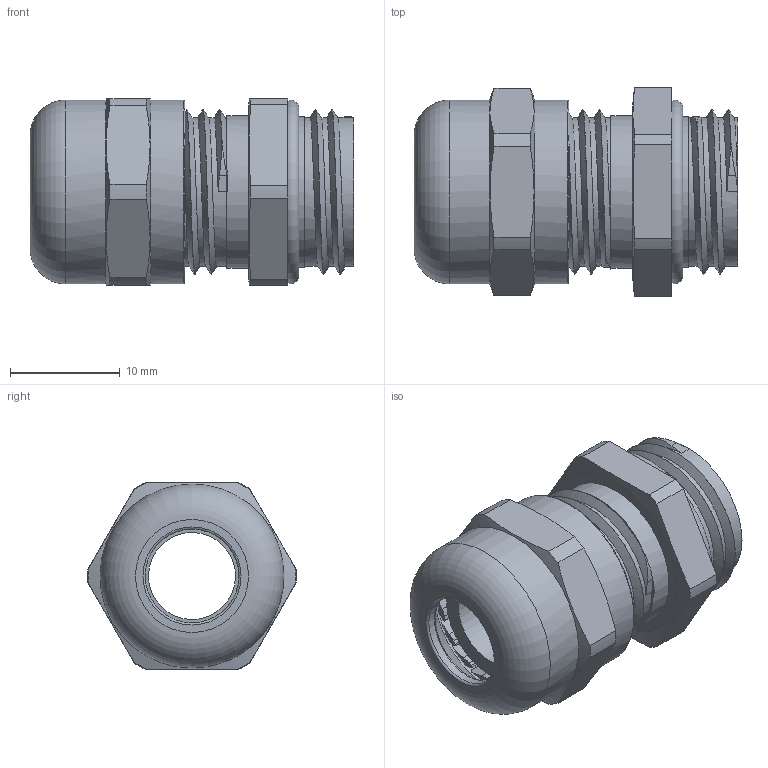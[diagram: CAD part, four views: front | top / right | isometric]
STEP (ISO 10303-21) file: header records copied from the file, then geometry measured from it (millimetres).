
FILE_DESCRIPTION(/* description */ ('Euro-Top PG 9'),/* implementation_level */ '2;1');
FILE_NAME(/* name */ '60080409LF-RST.stp',/* time_stamp */ '2020-10-14T12:35:58+02:00',/* author */ ('sl'),/* organization */ (''),/* preprocessor_version */ 'ST-DEVELOPER v16.5',/* originating_system */ 'Autodesk Inventor 2017',/* authorisation */ '');
FILE_SCHEMA (('AUTOMOTIVE_DESIGN { 1 0 10303 214 3 1 1 }'));
Length unit declared in the file: millimetre
Products named in the file (6): 60080409LF; 60080409; 60080409_1; 60080409_2; Euro-Top-02-BT-0004-60080409; 60080409_3
Assembly tree (5 placements, depth 2):
  60080409LF
    60080409
    60080409_1
    60080409_2
    Euro-Top-02-BT-0004-60080409
    60080409_3
Bounding box: 29.47 x 19.02 x 17.01 mm (x, y, z)
Volume: 2880.7 mm3; surface area: 5934.2 mm2
Topology: 5 solids, 5 shells, 249 faces, 678 edges, 442 vertices
Faces by surface type: plane 117, cylinder 87, torus 24, cone 15, bspline 6
Full cylindrical faces by diameter (mm): 7.92 x1, 8.22 x1, 8.52 x1, 10.42 x1, 11 x1, 11.07 x1, 11.74 x1, 12.25 x1, 12.37 x1, 13.56 x3, 13.7 x1, 13.72 x1, 13.91 x1, 14 x6, 15.5 x6, 15.84 x1, 16.73 x2
Entity records: 9778 total; most frequent: CARTESIAN_POINT 3919, DIRECTION 1214, ORIENTED_EDGE 1180, EDGE_CURVE 590, AXIS2_PLACEMENT_3D 483, VERTEX_POINT 402, EDGE_LOOP 280, LINE 248
